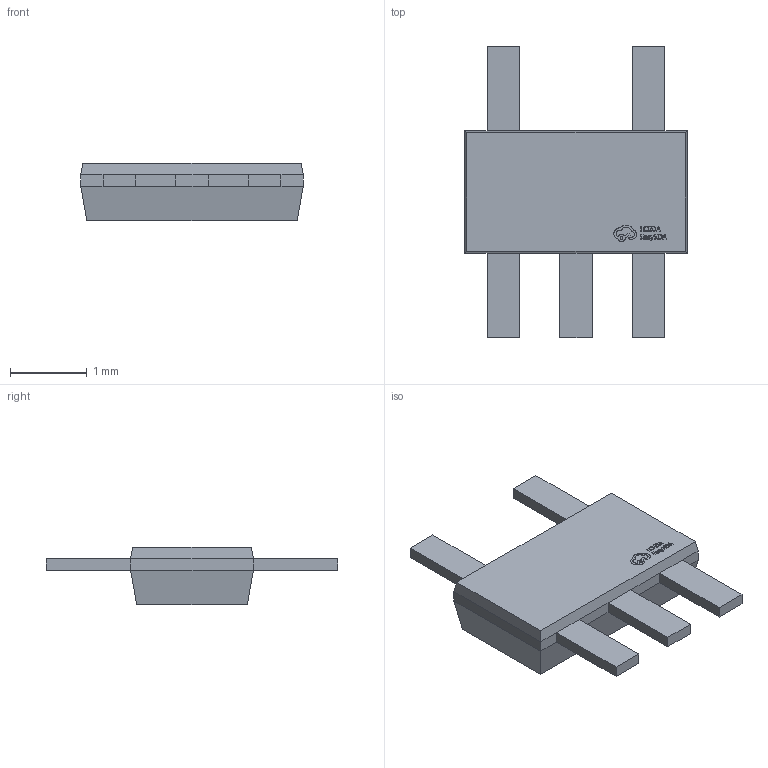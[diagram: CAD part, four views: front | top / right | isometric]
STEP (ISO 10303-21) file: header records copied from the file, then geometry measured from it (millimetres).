
FILE_DESCRIPTION (( 'STEP AP214' ), '1' );
FILE_NAME ('TS825_L2.9-W1.6-P0.95-LS3.8-BL.step', '2022-08-04T09:12:51', ( '' ), ( '' ), 'SwSTEP 2.0', 'SolidWorks 2020', '' );
FILE_SCHEMA (( 'AUTOMOTIVE_DESIGN' ));
Length unit declared in the file: millimetre
Products named in the file (1): TS825_L2.9-W1.6-P0.95-LS3.8-BL
Bounding box: 2.9 x 3.8 x 0.75 mm (x, y, z)
Volume: 3.7 mm3; surface area: 21.4 mm2
Topology: 14 solids, 14 shells, 275 faces, 713 edges, 466 vertices
Faces by surface type: plane 177, bspline 98
Entity records: 11720 total; most frequent: CARTESIAN_POINT 2761, ORIENTED_EDGE 1426, DIRECTION 869, EDGE_CURVE 713, LINE 513, VECTOR 513, VERTEX_POINT 466, EDGE_LOOP 287
